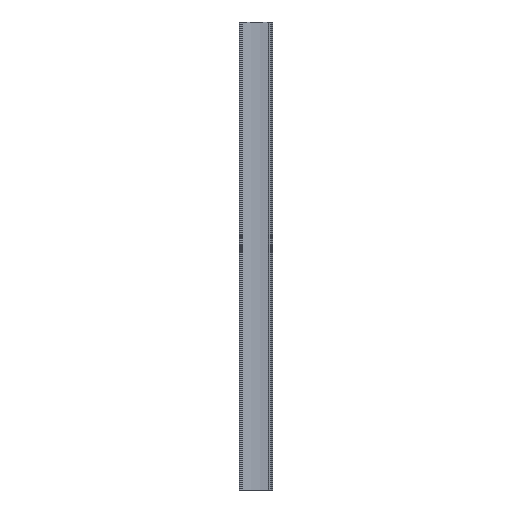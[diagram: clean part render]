
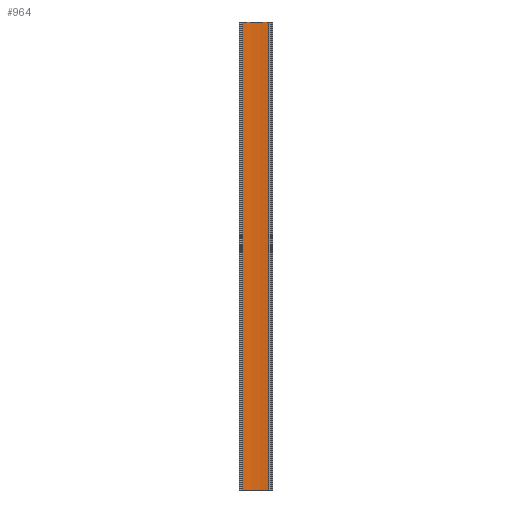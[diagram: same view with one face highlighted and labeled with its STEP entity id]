
A CAD part, front view. The second image highlights one B-rep face of the part: STEP entity #964.
In plain terms, the highlighted cylindrical face has radius 89.4 mm (diameter 178.8 mm), a partial arc.
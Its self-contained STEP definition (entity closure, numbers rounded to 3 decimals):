
#96=LINE('',#1565,#188);
#97=LINE('',#1571,#189);
#188=VECTOR('',#1268,1000.);
#189=VECTOR('',#1275,1000.);
#336=ORIENTED_EDGE('',*,*,#599,.T.);
#337=ORIENTED_EDGE('',*,*,#598,.F.);
#338=ORIENTED_EDGE('',*,*,#600,.F.);
#339=ORIENTED_EDGE('',*,*,#601,.T.);
#598=EDGE_CURVE('',#717,#716,#96,.T.);
#599=EDGE_CURVE('',#718,#716,#790,.T.);
#600=EDGE_CURVE('',#719,#717,#791,.T.);
#601=EDGE_CURVE('',#719,#718,#97,.T.);
#716=VERTEX_POINT('',#1562);
#717=VERTEX_POINT('',#1564);
#718=VERTEX_POINT('',#1568);
#719=VERTEX_POINT('',#1570);
#790=CIRCLE('',#1060,89.4);
#791=CIRCLE('',#1061,89.4);
#838=EDGE_LOOP('',(#336,#337,#338,#339));
#888=FACE_BOUND('',#838,.T.);
#927=CYLINDRICAL_SURFACE('',#1059,89.4);
#964=ADVANCED_FACE('',(#888),#927,.F.);
#1059=AXIS2_PLACEMENT_3D('',#1566,#1269,#1270);
#1060=AXIS2_PLACEMENT_3D('',#1567,#1271,#1272);
#1061=AXIS2_PLACEMENT_3D('',#1569,#1273,#1274);
#1268=DIRECTION('',(0.,0.,1.));
#1269=DIRECTION('',(0.,0.,1.));
#1270=DIRECTION('',(1.,0.,0.));
#1271=DIRECTION('',(0.,0.,1.));
#1272=DIRECTION('',(1.,0.,0.));
#1273=DIRECTION('',(0.,0.,1.));
#1274=DIRECTION('',(1.,0.,0.));
#1275=DIRECTION('',(0.,0.,1.));
#1562=CARTESIAN_POINT('',(-13.831,6.524,0.));
#1564=CARTESIAN_POINT('',(-13.831,6.524,-500.));
#1565=CARTESIAN_POINT('',(-13.831,6.524,-500.));
#1566=CARTESIAN_POINT('',(0.,-81.8,-500.));
#1567=CARTESIAN_POINT('',(0.,-81.8,0.));
#1568=CARTESIAN_POINT('',(13.831,6.524,0.));
#1569=CARTESIAN_POINT('',(0.,-81.8,-500.));
#1570=CARTESIAN_POINT('',(13.831,6.524,-500.));
#1571=CARTESIAN_POINT('',(13.831,6.524,-500.));
